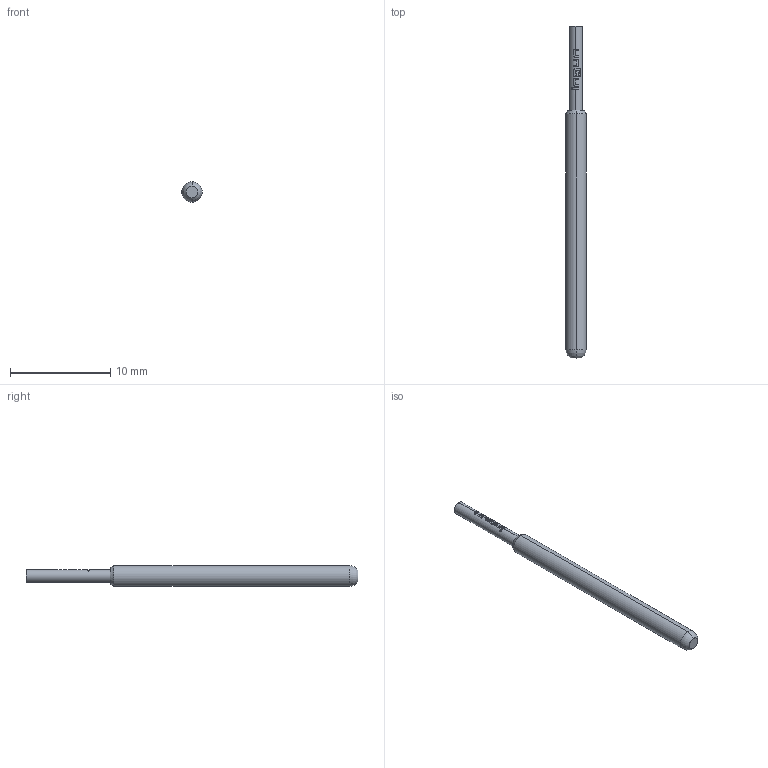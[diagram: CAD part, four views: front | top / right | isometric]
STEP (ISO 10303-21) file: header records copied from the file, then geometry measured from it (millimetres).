
FILE_DESCRIPTION (( 'STEP AP203' ), '1' );
FILE_NAME ('INGUN_GKS-003_302_127_A_xx00.STEP', '2021-09-08T08:35:10', ( 'ochi' ), ( '' ), 'SwSTEP 2.0', 'SolidWorks 2018', '' );
FILE_SCHEMA (( 'CONFIG_CONTROL_DESIGN' ));
Length unit declared in the file: millimetre
Products named in the file (1): INGUN_GKS-003_302_127_A_xx00
Bounding box: 2.03 x 33.1 x 2.03 mm (x, y, z)
Volume: 89.6 mm3; surface area: 199 mm2
Topology: 1 solids, 1 shells, 89 faces, 245 edges, 162 vertices
Faces by surface type: bspline 51, plane 16, cylinder 14, torus 4, cone 4
Entity records: 3933 total; most frequent: CARTESIAN_POINT 2123, ORIENTED_EDGE 490, EDGE_CURVE 245, B_SPLINE_CURVE_WITH_KNOTS 204, VERTEX_POINT 162, DIRECTION 143, EDGE_LOOP 93, FACE_OUTER_BOUND 89
